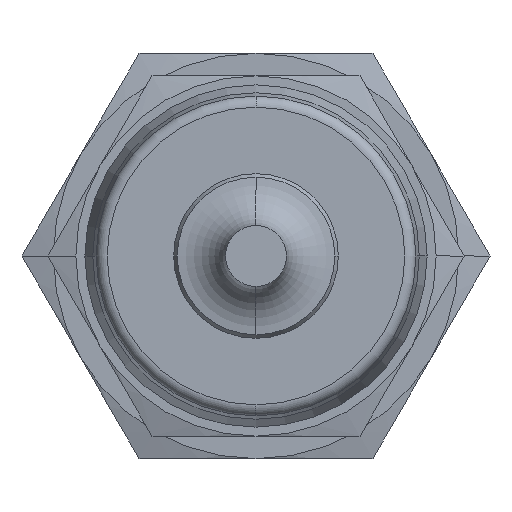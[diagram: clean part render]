
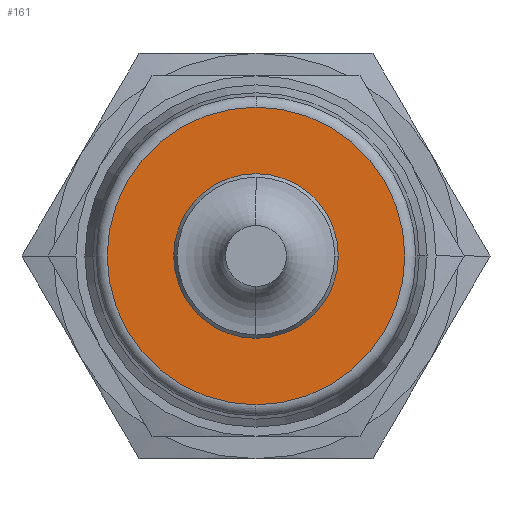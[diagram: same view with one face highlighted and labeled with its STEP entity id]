
A CAD part, left-side view. The second image highlights one B-rep face of the part: STEP entity #161.
In plain terms, the highlighted planar face has unit normal (-1, 0, 0).
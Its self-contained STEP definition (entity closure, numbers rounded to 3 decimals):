
#161 = ADVANCED_FACE( '', ( #343, #344 ), #345, .T. );
#343 = FACE_BOUND( '', #530, .T. );
#344 = FACE_OUTER_BOUND( '', #531, .T. );
#345 = PLANE( '', #532 );
#530 = EDGE_LOOP( '', ( #1172, #1173 ) );
#531 = EDGE_LOOP( '', ( #1174, #1175, #1176 ) );
#532 = AXIS2_PLACEMENT_3D( '', #1177, #1178, #1179 );
#1172 = ORIENTED_EDGE( '', *, *, #1221, .F. );
#1173 = ORIENTED_EDGE( '', *, *, #1404, .F. );
#1174 = ORIENTED_EDGE( '', *, *, #1228, .T. );
#1175 = ORIENTED_EDGE( '', *, *, #1403, .T. );
#1176 = ORIENTED_EDGE( '', *, *, #1229, .T. );
#1177 = CARTESIAN_POINT( '', ( -28.5, 10.267, 0. ) );
#1178 = DIRECTION( '', ( -1., 0., 0. ) );
#1179 = DIRECTION( '', ( 0., 1., 0. ) );
#1221 = EDGE_CURVE( '', #1427, #1430, #1431, .T. );
#1228 = EDGE_CURVE( '', #1443, #1441, #1444, .T. );
#1229 = EDGE_CURVE( '', #1435, #1443, #1445, .T. );
#1403 = EDGE_CURVE( '', #1441, #1435, #1715, .T. );
#1404 = EDGE_CURVE( '', #1430, #1427, #1716, .T. );
#1427 = VERTEX_POINT( '', #1741 );
#1430 = VERTEX_POINT( '', #1745 );
#1431 = CIRCLE( '', #1746, 7.314 );
#1435 = VERTEX_POINT( '', #1751 );
#1441 = VERTEX_POINT( '', #1757 );
#1443 = VERTEX_POINT( '', #1759 );
#1444 = CIRCLE( '', #1760, 13.22 );
#1445 = CIRCLE( '', #1761, 13.22 );
#1715 = CIRCLE( '', #2513, 13.22 );
#1716 = CIRCLE( '', #2514, 7.314 );
#1741 = CARTESIAN_POINT( '', ( -28.5, 7.314, 0. ) );
#1745 = CARTESIAN_POINT( '', ( -28.5, -7.314, 0. ) );
#1746 = AXIS2_PLACEMENT_3D( '', #2545, #2546, #2547 );
#1751 = CARTESIAN_POINT( '', ( -28.5, 0., 13.22 ) );
#1757 = CARTESIAN_POINT( '', ( -28.5, 0., -13.22 ) );
#1759 = CARTESIAN_POINT( '', ( -28.5, 13.22, 0. ) );
#1760 = AXIS2_PLACEMENT_3D( '', #2564, #2565, #2566 );
#1761 = AXIS2_PLACEMENT_3D( '', #2567, #2568, #2569 );
#2513 = AXIS2_PLACEMENT_3D( '', #2845, #2846, #2847 );
#2514 = AXIS2_PLACEMENT_3D( '', #2848, #2849, #2850 );
#2545 = CARTESIAN_POINT( '', ( -28.5, 0., 0. ) );
#2546 = DIRECTION( '', ( -1., 0., 0. ) );
#2547 = DIRECTION( '', ( 0., 1., 0. ) );
#2564 = CARTESIAN_POINT( '', ( -28.5, 0., 0. ) );
#2565 = DIRECTION( '', ( -1., 0., 0. ) );
#2566 = DIRECTION( '', ( 0., 1., 0. ) );
#2567 = CARTESIAN_POINT( '', ( -28.5, 0., 0. ) );
#2568 = DIRECTION( '', ( -1., 0., 0. ) );
#2569 = DIRECTION( '', ( 0., 1., 0. ) );
#2845 = CARTESIAN_POINT( '', ( -28.5, 0., 0. ) );
#2846 = DIRECTION( '', ( -1., 0., 0. ) );
#2847 = DIRECTION( '', ( 0., 1., 0. ) );
#2848 = CARTESIAN_POINT( '', ( -28.5, 0., 0. ) );
#2849 = DIRECTION( '', ( -1., 0., 0. ) );
#2850 = DIRECTION( '', ( 0., 1., 0. ) );
